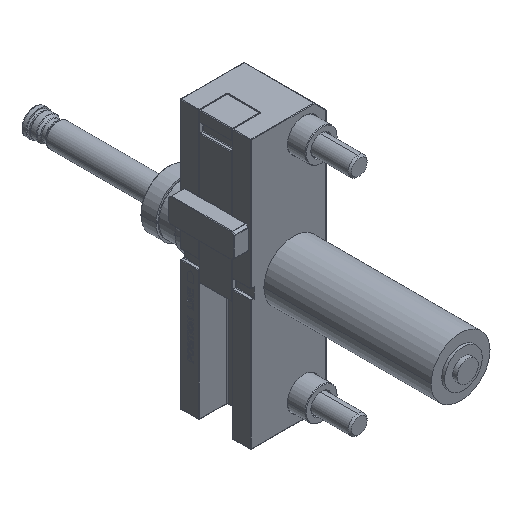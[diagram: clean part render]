
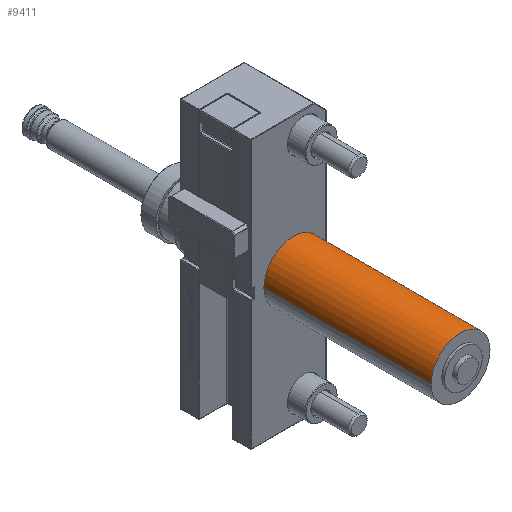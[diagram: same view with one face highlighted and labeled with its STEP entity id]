
A CAD part, isometric view. The second image highlights one B-rep face of the part: STEP entity #9411.
In plain terms, the highlighted cylindrical face has radius 12.5 mm (diameter 25 mm), a partial arc.
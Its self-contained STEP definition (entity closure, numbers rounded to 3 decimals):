
#1472 = AXIS2_PLACEMENT_3D ( 'NONE', #18292, #8943, #22102 ) ;
#2653 = CARTESIAN_POINT ( 'NONE',  ( -2., -71., 0. ) ) ;
#2701 = VERTEX_POINT ( 'NONE', #5968 ) ;
#2896 = DIRECTION ( 'NONE',  ( 0., 1., 0. ) ) ;
#3304 = DIRECTION ( 'NONE',  ( -1., 0., 0. ) ) ;
#3968 = EDGE_CURVE ( 'NONE', #2701, #23855, #17871, .T. ) ;
#5016 = CYLINDRICAL_SURFACE ( 'NONE', #14930, 12.5 ) ;
#5968 = CARTESIAN_POINT ( 'NONE',  ( 10.5, -71., 0. ) ) ;
#6978 = LINE ( 'NONE', #7103, #12487 ) ;
#7103 = CARTESIAN_POINT ( 'NONE',  ( -14.5, 125.055, 0. ) ) ;
#7253 = EDGE_CURVE ( 'NONE', #23855, #23628, #6978, .T. ) ;
#7351 = DIRECTION ( 'NONE',  ( 0., 1., 0. ) ) ;
#8160 = EDGE_CURVE ( 'NONE', #2701, #14731, #22111, .T. ) ;
#8943 = DIRECTION ( 'NONE',  ( 0., -1., 0. ) ) ;
#9411 = ADVANCED_FACE ( 'NONE', ( #12629 ), #5016, .T. ) ;
#9425 = EDGE_LOOP ( 'NONE', ( #19724, #17064, #24069, #14431 ) ) ;
#9548 = CARTESIAN_POINT ( 'NONE',  ( -14.5, 0., 0. ) ) ;
#9840 = CARTESIAN_POINT ( 'NONE',  ( 10.5, 0., 0. ) ) ;
#10929 = VECTOR ( 'NONE', #7351, 1000. ) ;
#12043 = CIRCLE ( 'NONE', #1472, 12.5 ) ;
#12339 = DIRECTION ( 'NONE',  ( -1., 0., 0. ) ) ;
#12487 = VECTOR ( 'NONE', #23712, 1000. ) ;
#12629 = FACE_OUTER_BOUND ( 'NONE', #9425, .T. ) ;
#14009 = EDGE_CURVE ( 'NONE', #23628, #14731, #12043, .T. ) ;
#14431 = ORIENTED_EDGE ( 'NONE', *, *, #14009, .T. ) ;
#14622 = CARTESIAN_POINT ( 'NONE',  ( 10.5, 125.055, 0. ) ) ;
#14731 = VERTEX_POINT ( 'NONE', #9840 ) ;
#14930 = AXIS2_PLACEMENT_3D ( 'NONE', #16340, #20118, #3304 ) ;
#16340 = CARTESIAN_POINT ( 'NONE',  ( -2., 125.055, 0. ) ) ;
#17064 = ORIENTED_EDGE ( 'NONE', *, *, #3968, .T. ) ;
#17871 = CIRCLE ( 'NONE', #23759, 12.5 ) ;
#18292 = CARTESIAN_POINT ( 'NONE',  ( -2., 0., 0. ) ) ;
#19724 = ORIENTED_EDGE ( 'NONE', *, *, #8160, .F. ) ;
#20118 = DIRECTION ( 'NONE',  ( 0., 1., 0. ) ) ;
#20210 = CARTESIAN_POINT ( 'NONE',  ( -14.5, -71., 0. ) ) ;
#22102 = DIRECTION ( 'NONE',  ( 0., 0., -1. ) ) ;
#22111 = LINE ( 'NONE', #14622, #10929 ) ;
#23628 = VERTEX_POINT ( 'NONE', #9548 ) ;
#23712 = DIRECTION ( 'NONE',  ( 0., 1., 0. ) ) ;
#23759 = AXIS2_PLACEMENT_3D ( 'NONE', #2653, #2896, #12339 ) ;
#23855 = VERTEX_POINT ( 'NONE', #20210 ) ;
#24069 = ORIENTED_EDGE ( 'NONE', *, *, #7253, .T. ) ;
